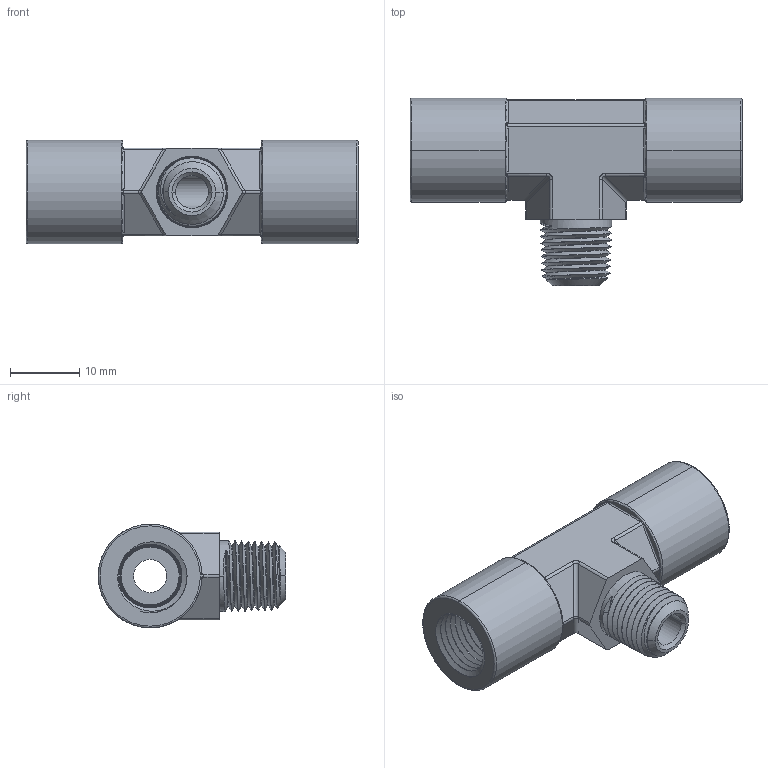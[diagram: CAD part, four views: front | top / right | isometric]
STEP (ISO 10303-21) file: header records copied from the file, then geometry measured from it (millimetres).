
FILE_DESCRIPTION((''),'2;1');
FILE_NAME('001_H-SBT_MASTER','2025-07-07T15:59:17',('Administrator'),(''),'CREO PARAMETRIC BY PTC INC, 2020184','CREO PARAMETRIC BY PTC INC, 2020184','');
FILE_SCHEMA(('AUTOMOTIVE_DESIGN { 1 0 10303 214 1 1 1 1 }'));
Length unit declared in the file: millimetre
Products named in the file (1): 001_H-SBT_MASTER
Bounding box: 48 x 27.1 x 15 mm (x, y, z)
Volume: 6285.2 mm3; surface area: 5233.1 mm2
Topology: 1 solids, 1 shells, 239 faces, 622 edges, 397 vertices
Faces by surface type: bspline 81, cone 69, cylinder 46, plane 34, torus 8, extrusion 1
Entity records: 37808 total; most frequent: CARTESIAN_POINT 30720, ORIENTED_EDGE 1226, DIRECTION 774, PRESENTATION_STYLE_ASSIGNMENT 624, STYLED_ITEM 624, CURVE_STYLE 623, EDGE_CURVE 613, VERTEX_POINT 378
